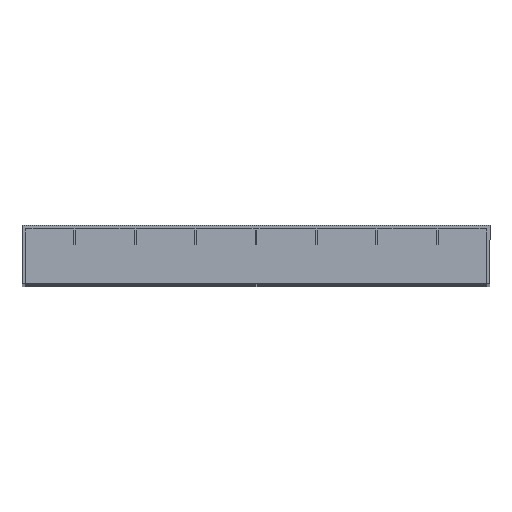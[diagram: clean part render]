
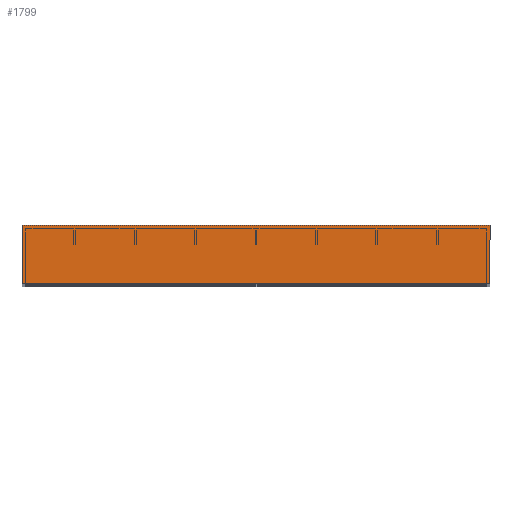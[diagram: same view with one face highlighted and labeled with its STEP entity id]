
A CAD part, top view. The second image highlights one B-rep face of the part: STEP entity #1799.
In plain terms, the highlighted planar face has unit normal (0, 0, 1).
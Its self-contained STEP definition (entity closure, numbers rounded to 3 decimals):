
#214 = EDGE_CURVE ( 'NONE', #12911, #13297, #36553, .T. ) ;
#1675 = VECTOR ( 'NONE', #13073, 1000. ) ;
#1799 = ADVANCED_FACE ( 'NONE', ( #34553 ), #21715, .F. ) ;
#5126 = VERTEX_POINT ( 'NONE', #8957 ) ;
#6187 = LINE ( 'NONE', #35201, #22655 ) ;
#6376 = ORIENTED_EDGE ( 'NONE', *, *, #19244, .F. ) ;
#6849 = DIRECTION ( 'NONE',  ( 0., 0., -1. ) ) ;
#8370 = VERTEX_POINT ( 'NONE', #8739 ) ;
#8739 = CARTESIAN_POINT ( 'NONE',  ( 0., 15., 0. ) ) ;
#8957 = CARTESIAN_POINT ( 'NONE',  ( 240., 15., 0. ) ) ;
#9812 = CARTESIAN_POINT ( 'NONE',  ( 240., 15., 0. ) ) ;
#10112 = CARTESIAN_POINT ( 'NONE',  ( 240., 15., 0. ) ) ;
#11037 = CARTESIAN_POINT ( 'NONE',  ( 240., -15., 0. ) ) ;
#11625 = CARTESIAN_POINT ( 'NONE',  ( 0., -15., 0. ) ) ;
#12329 = CARTESIAN_POINT ( 'NONE',  ( 240., -15., 0. ) ) ;
#12911 = VERTEX_POINT ( 'NONE', #11037 ) ;
#13073 = DIRECTION ( 'NONE',  ( 0., -1., 0. ) ) ;
#13297 = VERTEX_POINT ( 'NONE', #30600 ) ;
#14211 = ORIENTED_EDGE ( 'NONE', *, *, #214, .F. ) ;
#14565 = DIRECTION ( 'NONE',  ( -1., 0., 0. ) ) ;
#17510 = ORIENTED_EDGE ( 'NONE', *, *, #27803, .F. ) ;
#17742 = VECTOR ( 'NONE', #23706, 1000. ) ;
#19129 = ORIENTED_EDGE ( 'NONE', *, *, #20830, .T. ) ;
#19244 = EDGE_CURVE ( 'NONE', #5126, #12911, #26419, .T. ) ;
#20830 = EDGE_CURVE ( 'NONE', #5126, #8370, #6187, .T. ) ;
#21715 = PLANE ( 'NONE',  #29469 ) ;
#22655 = VECTOR ( 'NONE', #14565, 1000. ) ;
#23706 = DIRECTION ( 'NONE',  ( -1., 0., 0. ) ) ;
#26101 = CARTESIAN_POINT ( 'NONE',  ( 0., 5., 0. ) ) ;
#26357 = CARTESIAN_POINT ( 'NONE',  ( 0., -5., 0. ) ) ;
#26419 = LINE ( 'NONE', #10112, #1675 ) ;
#27803 = EDGE_CURVE ( 'NONE', #13297, #8370, #36488, .T. ) ;
#28293 = EDGE_LOOP ( 'NONE', ( #19129, #17510, #14211, #6376 ) ) ;
#29469 = AXIS2_PLACEMENT_3D ( 'NONE', #9812, #6849, #30172 ) ;
#30172 = DIRECTION ( 'NONE',  ( 0., 1., 0. ) ) ;
#30600 = CARTESIAN_POINT ( 'NONE',  ( 0., -15., 0. ) ) ;
#34553 = FACE_OUTER_BOUND ( 'NONE', #28293, .T. ) ;
#35201 = CARTESIAN_POINT ( 'NONE',  ( 240., 15., 0. ) ) ;
#36488 = B_SPLINE_CURVE_WITH_KNOTS ( 'NONE', 3,
 ( #11625, #26357, #26101, #38024 ),
 .UNSPECIFIED., .F., .F.,
 ( 4, 4 ),
 ( 0., 1. ),
 .UNSPECIFIED. ) ;
#36553 = LINE ( 'NONE', #12329, #17742 ) ;
#38024 = CARTESIAN_POINT ( 'NONE',  ( 0., 15., 0. ) ) ;
